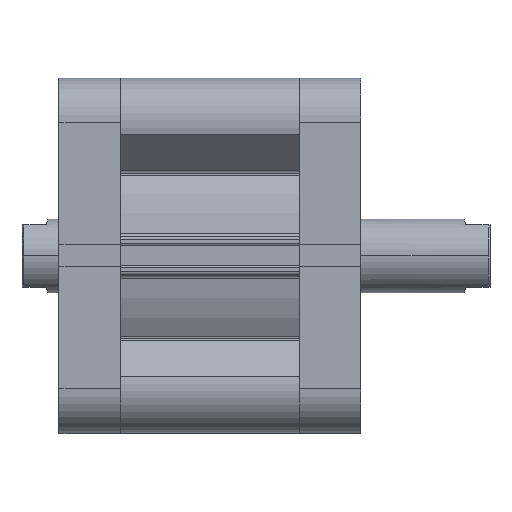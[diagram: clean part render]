
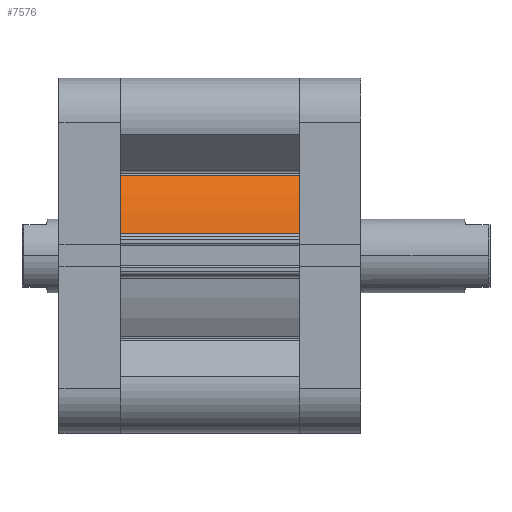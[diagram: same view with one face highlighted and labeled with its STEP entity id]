
A CAD part, top view. The second image highlights one B-rep face of the part: STEP entity #7576.
In plain terms, the highlighted cylindrical face has radius 43.5 mm (diameter 87 mm), a partial arc.
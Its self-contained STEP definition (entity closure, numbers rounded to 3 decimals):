
#47 = EDGE_CURVE ( 'NONE', #5611, #5583, #4511, .T. ) ;
#56 = EDGE_CURVE ( 'NONE', #5604, #5611, #4524, .T. ) ;
#57 = EDGE_CURVE ( 'NONE', #5604, #5592, #4528, .T. ) ;
#58 = EDGE_CURVE ( 'NONE', #5583, #5592, #4516, .T. ) ;
#292 = EDGE_LOOP ( 'NONE', ( #600, #602, #601, #505 ) ) ;
#505 = ORIENTED_EDGE ( 'NONE', *, *, #58, .T. ) ;
#600 = ORIENTED_EDGE ( 'NONE', *, *, #57, .F. ) ;
#601 = ORIENTED_EDGE ( 'NONE', *, *, #47, .T. ) ;
#602 = ORIENTED_EDGE ( 'NONE', *, *, #56, .T. ) ;
#1870 = CARTESIAN_POINT ( 'NONE',  ( 37.663, 21.765, 0. ) ) ;
#1879 = CARTESIAN_POINT ( 'NONE',  ( 37.663, 21.765, 48.5 ) ) ;
#1891 = CARTESIAN_POINT ( 'NONE',  ( 43.069, 6.11, 48.5 ) ) ;
#1898 = CARTESIAN_POINT ( 'NONE',  ( 43.069, 6.11, 0. ) ) ;
#2312 = FACE_OUTER_BOUND ( 'NONE', #292, .T. ) ;
#2315 = CYLINDRICAL_SURFACE ( 'NONE', #3615, 43.5 ) ;
#3394 = AXIS2_PLACEMENT_3D ( 'NONE', #5726, #5734, #5735 ) ;
#3398 = AXIS2_PLACEMENT_3D ( 'NONE', #5744, #5758, #5759 ) ;
#3615 = AXIS2_PLACEMENT_3D ( 'NONE', #6443, #6442, #6441 ) ;
#4511 = CIRCLE ( 'NONE', #3394, 43.5 ) ;
#4516 = LINE ( 'NONE', #5760, #4520 ) ;
#4520 = VECTOR ( 'NONE', #5761, 1000. ) ;
#4524 = LINE ( 'NONE', #5756, #4525 ) ;
#4525 = VECTOR ( 'NONE', #5757, 1000. ) ;
#4528 = CIRCLE ( 'NONE', #3398, 43.5 ) ;
#5583 = VERTEX_POINT ( 'NONE', #1870 ) ;
#5592 = VERTEX_POINT ( 'NONE', #1879 ) ;
#5604 = VERTEX_POINT ( 'NONE', #1891 ) ;
#5611 = VERTEX_POINT ( 'NONE', #1898 ) ;
#5726 = CARTESIAN_POINT ( 'NONE',  ( 0., 0., 0. ) ) ;
#5734 = DIRECTION ( 'NONE',  ( 0., 0., 1. ) ) ;
#5735 = DIRECTION ( 'NONE',  ( 1., 0., 0. ) ) ;
#5744 = CARTESIAN_POINT ( 'NONE',  ( 0., 0., 48.5 ) ) ;
#5756 = CARTESIAN_POINT ( 'NONE',  ( 43.069, 6.11, 48.5 ) ) ;
#5757 = DIRECTION ( 'NONE',  ( 0., 0., -1. ) ) ;
#5758 = DIRECTION ( 'NONE',  ( 0., 0., 1. ) ) ;
#5759 = DIRECTION ( 'NONE',  ( 1., 0., 0. ) ) ;
#5760 = CARTESIAN_POINT ( 'NONE',  ( 37.663, 21.765, 48.5 ) ) ;
#5761 = DIRECTION ( 'NONE',  ( 0., 0., 1. ) ) ;
#6441 = DIRECTION ( 'NONE',  ( -1., 0., 0. ) ) ;
#6442 = DIRECTION ( 'NONE',  ( 0., 0., -1. ) ) ;
#6443 = CARTESIAN_POINT ( 'NONE',  ( 0., 0., 48.5 ) ) ;
#7576 = ADVANCED_FACE ( 'NONE', ( #2312 ), #2315, .T. ) ;
